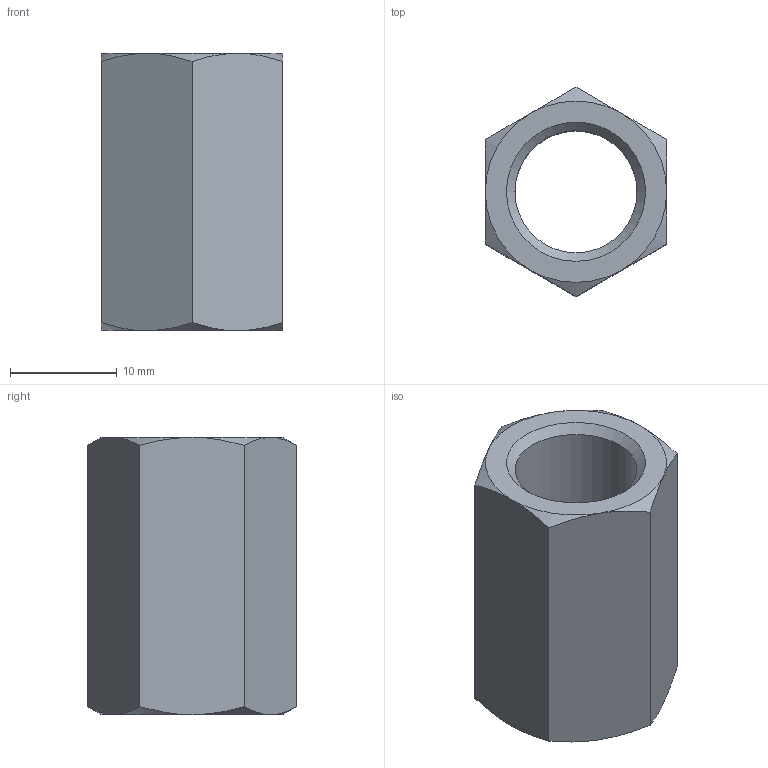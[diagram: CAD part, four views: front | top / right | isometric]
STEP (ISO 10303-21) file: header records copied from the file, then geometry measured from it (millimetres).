
FILE_DESCRIPTION((''),'2;1');
FILE_NAME('Muffe G1 4 innen A260012605.stp','2010-12-23T16:35:16',('002164'),(''),'Autodesk Inventor 2010','Autodesk Inventor 2010','');
FILE_SCHEMA(('AUTOMOTIVE_DESIGN { 1 0 10303 214 1 1 1 1 }'));
Length unit declared in the file: millimetre
Products named in the file (1): anmuf02c_VA
Bounding box: 17 x 19.63 x 26 mm (x, y, z)
Volume: 3798.2 mm3; surface area: 2705.1 mm2
Topology: 1 solids, 1 shells, 23 faces, 50 edges, 29 vertices
Faces by surface type: cone 14, plane 8, bspline 1
Entity records: 611 total; most frequent: CARTESIAN_POINT 163, ORIENTED_EDGE 92, DIRECTION 84, EDGE_CURVE 46, AXIS2_PLACEMENT_3D 39, VERTEX_POINT 28, EDGE_LOOP 28, FACE_OUTER_BOUND 23
